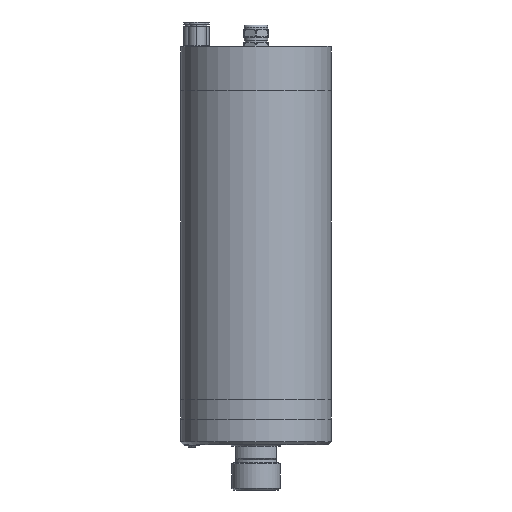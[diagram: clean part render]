
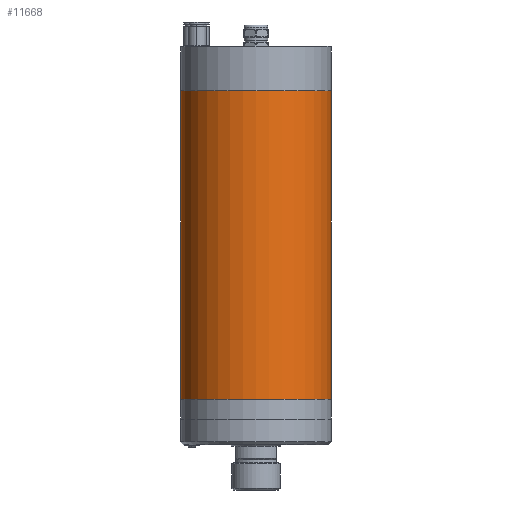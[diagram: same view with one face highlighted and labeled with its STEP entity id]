
A CAD part, front view. The second image highlights one B-rep face of the part: STEP entity #11668.
In plain terms, the highlighted cylindrical face has radius 50 mm (diameter 100 mm), a partial arc.
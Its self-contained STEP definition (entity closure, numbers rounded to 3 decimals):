
#208 = DIRECTION ( 'NONE',  ( 0., 0., 1. ) ) ;
#339 = EDGE_LOOP ( 'NONE', ( #12989, #2516, #2748, #12850 ) ) ;
#367 = CARTESIAN_POINT ( 'NONE',  ( 50., 0., -204.5 ) ) ;
#539 = CARTESIAN_POINT ( 'NONE',  ( 0., 0., 0. ) ) ;
#845 = DIRECTION ( 'NONE',  ( 1., 0., 0. ) ) ;
#1496 = VERTEX_POINT ( 'NONE', #367 ) ;
#1728 = LINE ( 'NONE', #11556, #4726 ) ;
#2102 = DIRECTION ( 'NONE',  ( 0., 0., 1. ) ) ;
#2516 = ORIENTED_EDGE ( 'NONE', *, *, #8377, .T. ) ;
#2748 = ORIENTED_EDGE ( 'NONE', *, *, #5651, .T. ) ;
#4590 = VERTEX_POINT ( 'NONE', #9205 ) ;
#4726 = VECTOR ( 'NONE', #2102, 1000. ) ;
#4955 = VERTEX_POINT ( 'NONE', #14352 ) ;
#5651 = EDGE_CURVE ( 'NONE', #1496, #9901, #14207, .T. ) ;
#5794 = FACE_OUTER_BOUND ( 'NONE', #339, .T. ) ;
#6651 = EDGE_CURVE ( 'NONE', #4590, #4955, #1728, .T. ) ;
#7174 = EDGE_CURVE ( 'NONE', #4955, #9901, #7545, .T. ) ;
#7545 = CIRCLE ( 'NONE', #10537, 50. ) ;
#7657 = DIRECTION ( 'NONE',  ( 1., 0., 0. ) ) ;
#7731 = DIRECTION ( 'NONE',  ( 0., 0., 1. ) ) ;
#8377 = EDGE_CURVE ( 'NONE', #4590, #1496, #9176, .T. ) ;
#8731 = CARTESIAN_POINT ( 'NONE',  ( 50., 0., 0. ) ) ;
#9176 = CIRCLE ( 'NONE', #12992, 50. ) ;
#9205 = CARTESIAN_POINT ( 'NONE',  ( -50., 0., -204.5 ) ) ;
#9791 = AXIS2_PLACEMENT_3D ( 'NONE', #12267, #7731, #12216 ) ;
#9901 = VERTEX_POINT ( 'NONE', #11292 ) ;
#10168 = DIRECTION ( 'NONE',  ( 0., 0., 1. ) ) ;
#10537 = AXIS2_PLACEMENT_3D ( 'NONE', #539, #14568, #7657 ) ;
#11292 = CARTESIAN_POINT ( 'NONE',  ( 50., 0., 0. ) ) ;
#11303 = CARTESIAN_POINT ( 'NONE',  ( 0., 0., -204.5 ) ) ;
#11556 = CARTESIAN_POINT ( 'NONE',  ( -50., 0., 0. ) ) ;
#11668 = ADVANCED_FACE ( 'NONE', ( #5794 ), #11909, .T. ) ;
#11909 = CYLINDRICAL_SURFACE ( 'NONE', #9791, 50. ) ;
#12216 = DIRECTION ( 'NONE',  ( 1., 0., 0. ) ) ;
#12267 = CARTESIAN_POINT ( 'NONE',  ( 0., 0., 0. ) ) ;
#12850 = ORIENTED_EDGE ( 'NONE', *, *, #7174, .F. ) ;
#12989 = ORIENTED_EDGE ( 'NONE', *, *, #6651, .F. ) ;
#12992 = AXIS2_PLACEMENT_3D ( 'NONE', #11303, #10168, #845 ) ;
#14003 = VECTOR ( 'NONE', #208, 1000. ) ;
#14207 = LINE ( 'NONE', #8731, #14003 ) ;
#14352 = CARTESIAN_POINT ( 'NONE',  ( -50., 0., 0. ) ) ;
#14568 = DIRECTION ( 'NONE',  ( 0., 0., 1. ) ) ;
